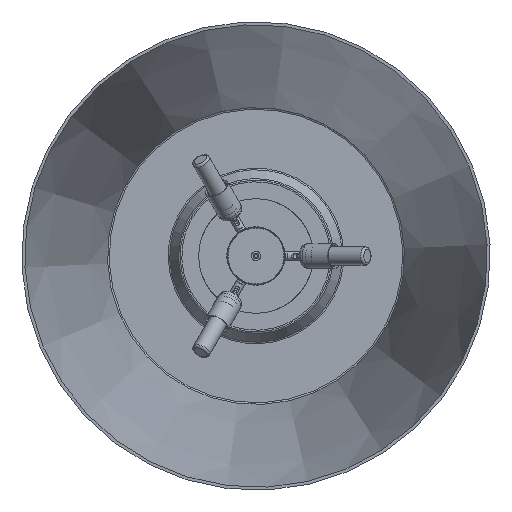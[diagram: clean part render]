
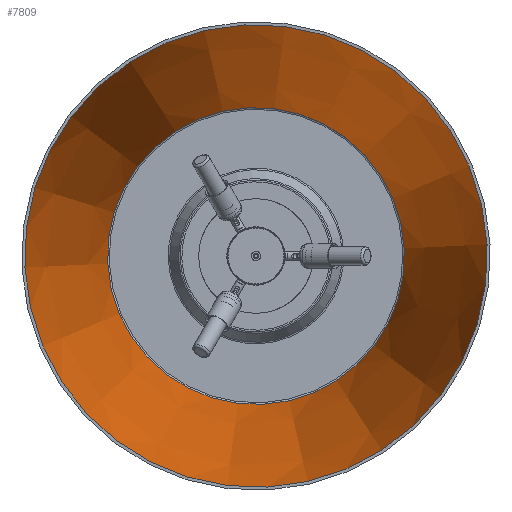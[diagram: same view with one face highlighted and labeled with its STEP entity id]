
A CAD part, front view. The second image highlights one B-rep face of the part: STEP entity #7809.
In plain terms, the highlighted conical face has half-angle 12.44 degrees and reference radius 331.056 mm.
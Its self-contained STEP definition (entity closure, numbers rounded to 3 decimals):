
#584=LINE('',#12335,#1199);
#1199=VECTOR('',#9791,331.056);
#1814=CONICAL_SURFACE('',#8810,331.056,0.217);
#2211=FACE_OUTER_BOUND('',#2667,.T.);
#2667=EDGE_LOOP('',(#5510,#5511,#5512,#5513,#5514,#5515,#5516));
#3206=CIRCLE('',#8803,259.002);
#3207=CIRCLE('',#8804,259.002);
#3208=CIRCLE('',#8805,259.002);
#3212=CIRCLE('',#8811,403.63);
#3213=CIRCLE('',#8812,403.63);
#3593=VERTEX_POINT('',#12320);
#3594=VERTEX_POINT('',#12322);
#3595=VERTEX_POINT('',#12324);
#3598=VERTEX_POINT('',#12334);
#3599=VERTEX_POINT('',#12336);
#4359=EDGE_CURVE('',#3593,#3594,#3206,.T.);
#4360=EDGE_CURVE('',#3594,#3595,#3207,.T.);
#4361=EDGE_CURVE('',#3595,#3593,#3208,.T.);
#4365=EDGE_CURVE('',#3594,#3598,#584,.T.);
#4366=EDGE_CURVE('',#3599,#3598,#3212,.T.);
#4367=EDGE_CURVE('',#3598,#3599,#3213,.T.);
#5510=ORIENTED_EDGE('',*,*,#4361,.F.);
#5511=ORIENTED_EDGE('',*,*,#4360,.F.);
#5512=ORIENTED_EDGE('',*,*,#4365,.T.);
#5513=ORIENTED_EDGE('',*,*,#4366,.F.);
#5514=ORIENTED_EDGE('',*,*,#4367,.F.);
#5515=ORIENTED_EDGE('',*,*,#4365,.F.);
#5516=ORIENTED_EDGE('',*,*,#4359,.F.);
#7809=ADVANCED_FACE('',(#2211),#1814,.F.);
#8803=AXIS2_PLACEMENT_3D('',#12323,#9775,#9776);
#8804=AXIS2_PLACEMENT_3D('',#12325,#9777,#9778);
#8805=AXIS2_PLACEMENT_3D('',#12326,#9779,#9780);
#8810=AXIS2_PLACEMENT_3D('',#12333,#9789,#9790);
#8811=AXIS2_PLACEMENT_3D('',#12337,#9792,#9793);
#8812=AXIS2_PLACEMENT_3D('',#12338,#9794,#9795);
#9775=DIRECTION('center_axis',(0.,-1.,0.));
#9776=DIRECTION('ref_axis',(1.,0.,0.));
#9777=DIRECTION('center_axis',(0.,-1.,0.));
#9778=DIRECTION('ref_axis',(1.,0.,0.));
#9779=DIRECTION('center_axis',(0.,-1.,0.));
#9780=DIRECTION('ref_axis',(1.,0.,0.));
#9789=DIRECTION('center_axis',(0.,-1.,0.));
#9790=DIRECTION('ref_axis',(-1.,0.,0.));
#9791=DIRECTION('',(0.215,-0.977,0.));
#9792=DIRECTION('center_axis',(0.,1.,0.));
#9793=DIRECTION('ref_axis',(-1.,0.,0.));
#9794=DIRECTION('center_axis',(0.,1.,0.));
#9795=DIRECTION('ref_axis',(-1.,0.,0.));
#12320=CARTESIAN_POINT('',(0.,648.646,-259.002));
#12322=CARTESIAN_POINT('',(259.002,648.646,0.));
#12323=CARTESIAN_POINT('Origin',(0.,648.646,0.));
#12324=CARTESIAN_POINT('',(-259.002,648.646,0.));
#12325=CARTESIAN_POINT('Origin',(0.,648.646,0.));
#12326=CARTESIAN_POINT('Origin',(0.,648.646,0.));
#12333=CARTESIAN_POINT('Origin',(0.,322.,0.));
#12334=CARTESIAN_POINT('',(403.63,-7.,0.));
#12335=CARTESIAN_POINT('',(331.056,322.,0.));
#12336=CARTESIAN_POINT('',(-403.63,-7.,0.));
#12337=CARTESIAN_POINT('Origin',(0.,-7.,0.));
#12338=CARTESIAN_POINT('Origin',(0.,-7.,0.));
